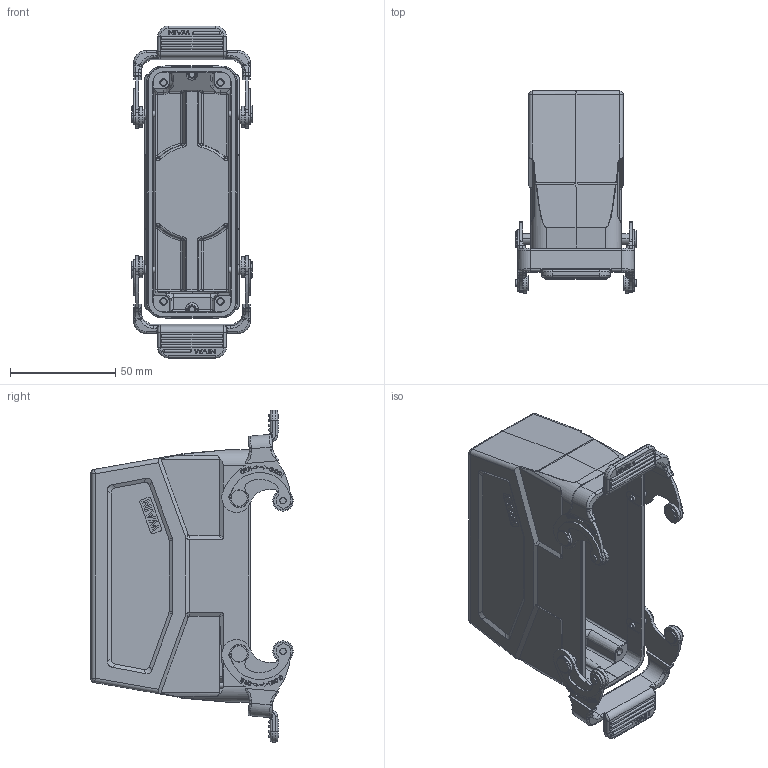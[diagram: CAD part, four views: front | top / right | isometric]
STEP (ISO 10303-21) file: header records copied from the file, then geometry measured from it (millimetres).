
FILE_DESCRIPTION((''),'2;1');
FILE_NAME('3D_1111245415004_W24B-SEH-2L_SC','2023-12-09T',('p.yu'),(''),'PRO/ENGINEER BY PARAMETRIC TECHNOLOGY CORPORATION, 2012480','PRO/ENGINEER BY PARAMETRIC TECHNOLOGY CORPORATION, 2012480','');
FILE_SCHEMA(('CONFIG_CONTROL_DESIGN'));
Products named in the file (1): 3D_1111245415004_W24B-SEH-2L_SC
Bounding box: 57.5 x 96.3 x 157.8 mm (x, y, z)
Volume: 110740 mm3; surface area: 65396.4 mm2
Topology: 1 solids, 1 shells, 1681 faces, 4519 edges, 2972 vertices
Faces by surface type: plane 807, cylinder 403, extrusion 154, bspline 126, torus 80, cone 56, sphere 55
Entity records: 60592 total; most frequent: CARTESIAN_POINT 19415, ORIENTED_EDGE 8972, DIRECTION 7833, EDGE_CURVE 4486, VERTEX_POINT 2972, AXIS2_PLACEMENT_3D 2617, VECTOR 2599, LINE 2445
